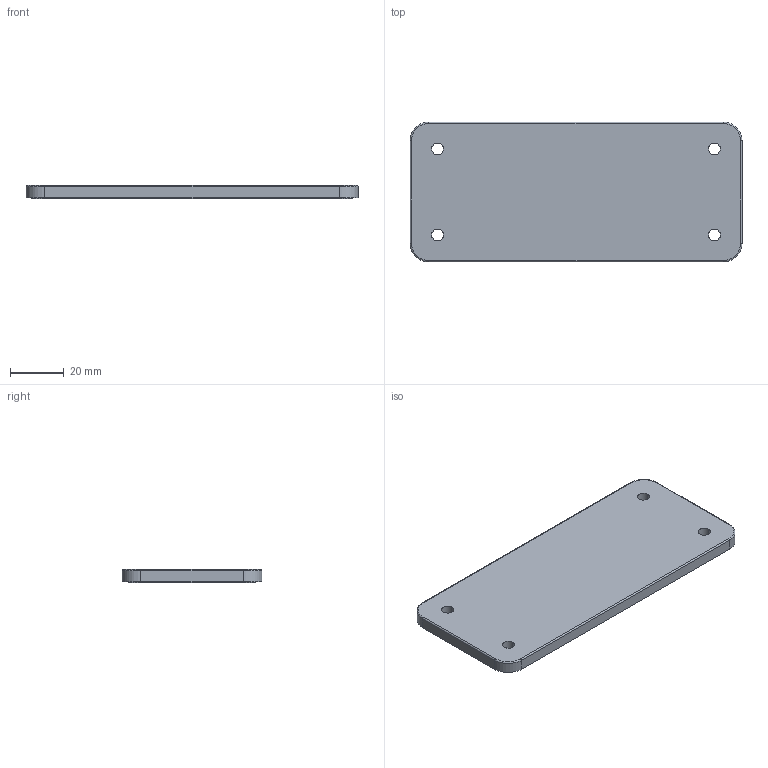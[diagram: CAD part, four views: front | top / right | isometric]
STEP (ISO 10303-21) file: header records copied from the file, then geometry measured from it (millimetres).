
FILE_DESCRIPTION (( 'STEP AP214' ), '1' );
FILE_NAME ('ZP-MC16B-2-BLANK.step', '2015-08-12T18:10:05', ( '' ), ( '' ), 'SwSTEP 2.0', 'SolidWorks 2014', '' );
FILE_SCHEMA (( 'AUTOMOTIVE_DESIGN' ));
Length unit declared in the file: millimetre
Products named in the file (1): ZP-MC16B-2-BLANK
Bounding box: 123.5 x 52 x 4.85 mm (x, y, z)
Volume: 17633.9 mm3; surface area: 15302.1 mm2
Topology: 1 solids, 1 shells, 65 faces, 172 edges, 112 vertices
Faces by surface type: cylinder 40, plane 13, torus 12
Entity records: 2827 total; most frequent: DIRECTION 404, CARTESIAN_POINT 350, ORIENTED_EDGE 344, EDGE_CURVE 172, AXIS2_PLACEMENT_3D 166, VERTEX_POINT 112, CIRCLE 100, EDGE_LOOP 76
